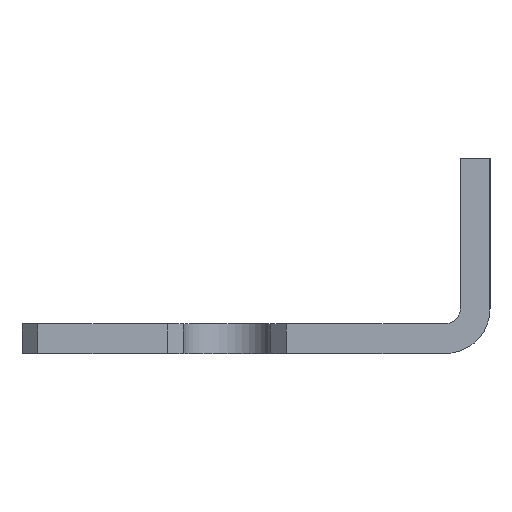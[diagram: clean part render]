
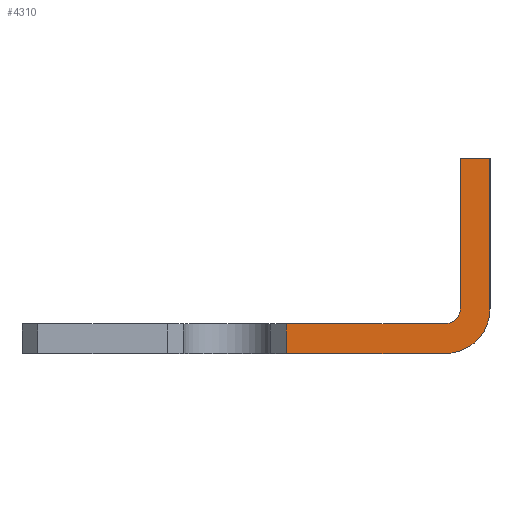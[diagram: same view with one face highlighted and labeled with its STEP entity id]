
A CAD part, left-side view. The second image highlights one B-rep face of the part: STEP entity #4310.
In plain terms, the highlighted planar face has unit normal (-1, 0, 0).
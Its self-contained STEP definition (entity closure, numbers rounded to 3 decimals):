
#21=PLANE('',#4593);
#184=LINE('',#6422,#531);
#185=LINE('',#6425,#532);
#186=LINE('',#6427,#533);
#187=LINE('',#6431,#534);
#188=LINE('',#6433,#535);
#189=LINE('',#6435,#536);
#531=VECTOR('',#5148,1000.);
#532=VECTOR('',#5149,1000.);
#533=VECTOR('',#5150,1000.);
#534=VECTOR('',#5153,1000.);
#535=VECTOR('',#5154,1000.);
#536=VECTOR('',#5155,1000.);
#916=ORIENTED_EDGE('',*,*,#2050,.F.);
#917=ORIENTED_EDGE('',*,*,#2051,.T.);
#918=ORIENTED_EDGE('',*,*,#2052,.T.);
#919=ORIENTED_EDGE('',*,*,#2053,.T.);
#920=ORIENTED_EDGE('',*,*,#2054,.F.);
#921=ORIENTED_EDGE('',*,*,#2055,.T.);
#922=ORIENTED_EDGE('',*,*,#2056,.T.);
#923=ORIENTED_EDGE('',*,*,#2057,.F.);
#2050=EDGE_CURVE('',#2617,#2618,#184,.T.);
#2051=EDGE_CURVE('',#2617,#2619,#185,.T.);
#2052=EDGE_CURVE('',#2619,#2620,#186,.T.);
#2053=EDGE_CURVE('',#2620,#2621,#3001,.T.);
#2054=EDGE_CURVE('',#2622,#2621,#187,.T.);
#2055=EDGE_CURVE('',#2622,#2623,#188,.T.);
#2056=EDGE_CURVE('',#2623,#2624,#189,.T.);
#2057=EDGE_CURVE('',#2618,#2624,#3002,.T.);
#2617=VERTEX_POINT('',#6423);
#2618=VERTEX_POINT('',#6424);
#2619=VERTEX_POINT('',#6426);
#2620=VERTEX_POINT('',#6428);
#2621=VERTEX_POINT('',#6430);
#2622=VERTEX_POINT('',#6432);
#2623=VERTEX_POINT('',#6434);
#2624=VERTEX_POINT('',#6436);
#3001=CIRCLE('',#4594,3.632);
#3002=CIRCLE('',#4595,1.219);
#3202=EDGE_LOOP('',(#916,#917,#918,#919,#920,#921,#922,#923));
#3701=FACE_BOUND('',#3202,.T.);
#4310=ADVANCED_FACE('',(#3701),#21,.F.);
#4593=AXIS2_PLACEMENT_3D('',#6421,#5146,#5147);
#4594=AXIS2_PLACEMENT_3D('',#6429,#5151,#5152);
#4595=AXIS2_PLACEMENT_3D('',#6437,#5156,#5157);
#5146=DIRECTION('',(1.,0.,0.));
#5147=DIRECTION('',(0.,0.,-1.));
#5148=DIRECTION('',(0.,-1.,0.));
#5149=DIRECTION('',(0.,0.,-1.));
#5150=DIRECTION('',(0.,-1.,0.));
#5151=DIRECTION('',(-1.,0.,0.));
#5152=DIRECTION('',(0.,0.,1.));
#5153=DIRECTION('',(0.,0.,-1.));
#5154=DIRECTION('',(0.,1.,0.));
#5155=DIRECTION('',(0.,0.,-1.));
#5156=DIRECTION('',(-1.,0.,0.));
#5157=DIRECTION('',(0.,-1.,0.));
#6421=CARTESIAN_POINT('',(-400.05,19.05,2.413));
#6422=CARTESIAN_POINT('',(-400.05,19.05,2.413));
#6423=CARTESIAN_POINT('',(-400.05,-2.477,2.413));
#6424=CARTESIAN_POINT('',(-400.05,-15.418,2.413));
#6425=CARTESIAN_POINT('',(-400.05,-2.477,2.413));
#6426=CARTESIAN_POINT('',(-400.05,-2.477,0.));
#6427=CARTESIAN_POINT('',(-400.05,19.05,0.));
#6428=CARTESIAN_POINT('',(-400.05,-15.418,0.));
#6429=CARTESIAN_POINT('',(-400.05,-15.418,3.632));
#6430=CARTESIAN_POINT('',(-400.05,-19.05,3.632));
#6431=CARTESIAN_POINT('',(-400.05,-19.05,2.171));
#6432=CARTESIAN_POINT('',(-400.05,-19.05,15.875));
#6433=CARTESIAN_POINT('',(-400.05,-19.05,15.875));
#6434=CARTESIAN_POINT('',(-400.05,-16.637,15.875));
#6435=CARTESIAN_POINT('',(-400.05,-16.637,2.171));
#6436=CARTESIAN_POINT('',(-400.05,-16.637,3.632));
#6437=CARTESIAN_POINT('',(-400.05,-15.418,3.632));
